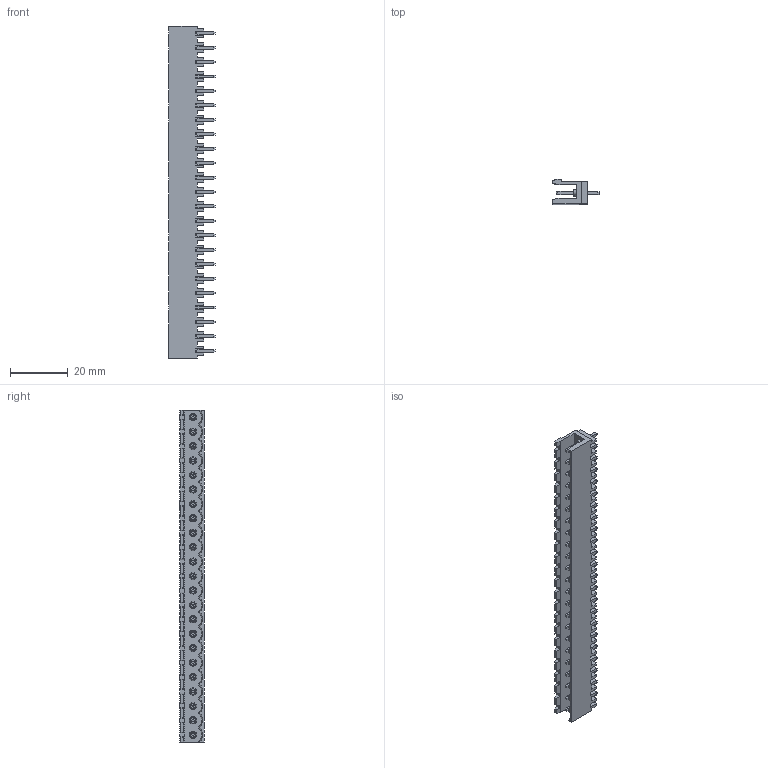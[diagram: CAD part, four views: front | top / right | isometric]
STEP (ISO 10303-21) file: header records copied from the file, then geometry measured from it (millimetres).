
FILE_DESCRIPTION(('STEP AP214'),'1');
FILE_NAME('PV23-5-V.stp','2021-03-31T15:27:33',(' '),(' '),'Spatial InterOp 3D',' ',' ');
FILE_SCHEMA(('automotive_design'));
Length unit declared in the file: metre
Products named in the file (1): 1
Bounding box: 16.2 x 8.5 x 115 mm (x, y, z)
Volume: 4959.2 mm3; surface area: 9373.9 mm2
Topology: 1 solids, 1 shells, 1166 faces, 2954 edges, 1885 vertices
Faces by surface type: plane 1092, cone 46, cylinder 27, extrusion 1
Entity records: 43177 total; most frequent: CARTESIAN_POINT 6093, ORIENTED_EDGE 5816, DIRECTION 5316, EDGE_CURVE 2908, VECTOR 2738, LINE 2737, VERTEX_POINT 1862, AXIS2_PLACEMENT_3D 1289
